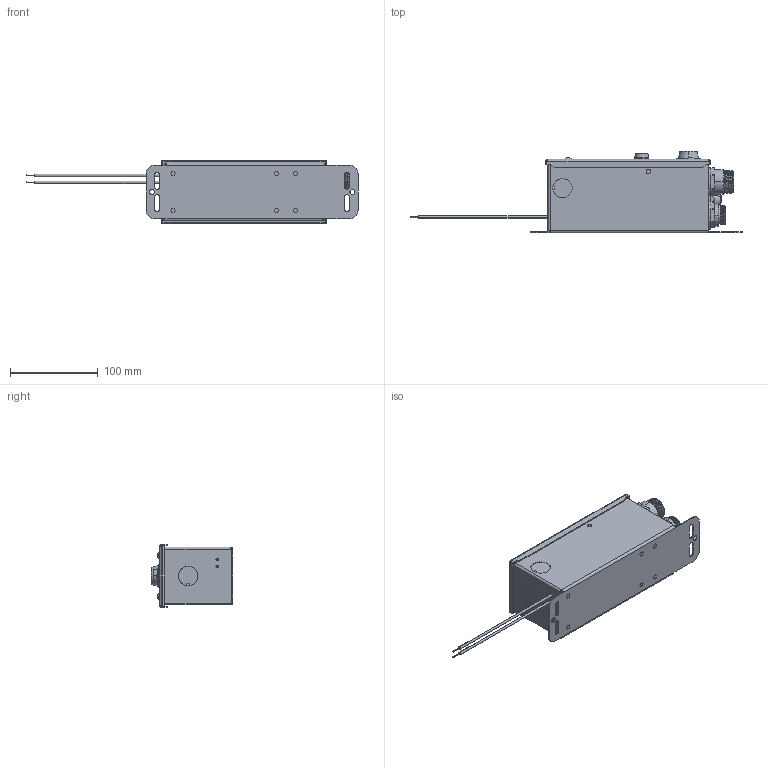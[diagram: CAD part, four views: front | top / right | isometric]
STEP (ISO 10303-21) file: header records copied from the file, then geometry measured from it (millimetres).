
FILE_DESCRIPTION((''),'2;1');
FILE_NAME('192614_ASM','2016-01-27T',('pdmadmin'),(''),'PRO/ENGINEER BY PARAMETRIC TECHNOLOGY CORPORATION, 2013230','PRO/ENGINEER BY PARAMETRIC TECHNOLOGY CORPORATION, 2013230','');
FILE_SCHEMA(('CONFIG_CONTROL_DESIGN'));
Length unit declared in the file: inch
Products named in the file (37): 118780; PEM_BSO-440-10; PEM_BSO-440-16; 11235; FH-632-6; S-832-1; 118780_ASM; 118783; 118783_A; FH-032-6; 118783_ASM; 120409; 119755; 119755_NUT; 119755_ASM; 90025K143; 121583; 31456; 40809; 43531_ASM; 120320; 49494; 186079; 151459; 151461; 151462; 154733; 60931; 11121; 186080_AF0; 48918_ASM; 48920_HOUSING; 48920_CONTACT_CARRIER; 48920_PIN; 48920_WEB_ASM; 120324; 192614_ASM
Assembly tree (57 placements, depth 3):
  192614_ASM
    118780_ASM
      118780
      PEM_BSO-440-10  x4
      PEM_BSO-440-16  x2
      11235  x2
      FH-632-6  x2
      S-832-1  x4
    118783_ASM
      118783
      118783_A
      FH-032-6
    120409
    119755_ASM
      119755
      119755_NUT
    90025K143
    121583
    31456
    43531_ASM
      40809
    120320  x4
    49494  x2
    48918_ASM
      186079
      151459
      151461
      151462  x2
      154733
      60931
      11121
      186080_AF0
    48920_WEB_ASM
      48920_HOUSING
      48920_CONTACT_CARRIER
      48920_PIN  x8
    120324
Bounding box: 378.16 x 92.94 x 71.12 mm (x, y, z)
Volume: 147372.8 mm3; surface area: 218156.7 mm2
Topology: 54 solids, 62 shells, 1332 faces, 3084 edges, 1951 vertices
Faces by surface type: plane 559, cylinder 525, cone 118, bspline 59, torus 55, sphere 16
Entity records: 42552 total; most frequent: CARTESIAN_POINT 17539, DIRECTION 5362, ORIENTED_EDGE 4786, EDGE_CURVE 2403, AXIS2_PLACEMENT_3D 2104, VERTEX_POINT 1524, EDGE_LOOP 1223, VECTOR 1154
